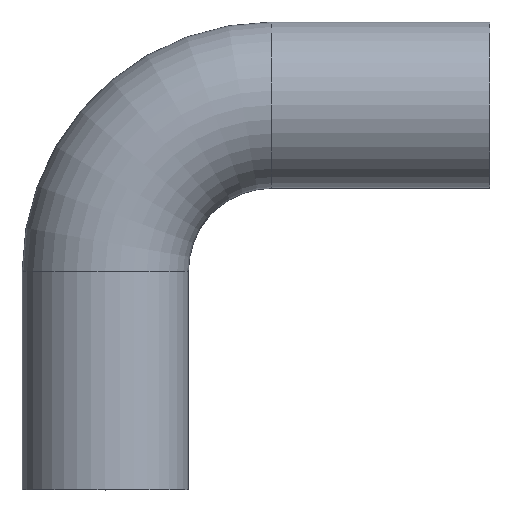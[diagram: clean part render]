
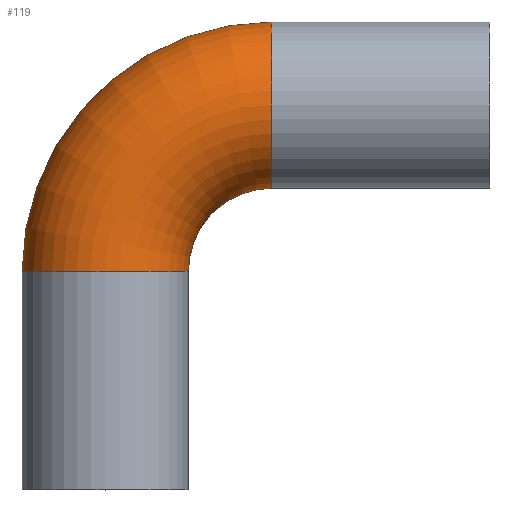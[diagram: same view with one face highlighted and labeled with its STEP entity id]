
A CAD part, top view. The second image highlights one B-rep face of the part: STEP entity #119.
In plain terms, the highlighted toroidal (fillet/blend) face has major radius 40 mm and minor radius 20 mm.
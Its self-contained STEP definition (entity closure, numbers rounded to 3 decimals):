
#89 = VERTEX_POINT( '', #223 );
#93 = EDGE_CURVE( '', #167, #195, #227, .T. );
#103 = EDGE_CURVE( '', #185, #167, #240, .T. );
#119 = ADVANCED_FACE( '', ( #257 ), #258, .T. );
#143 = EDGE_CURVE( '', #185, #89, #284, .T. );
#147 = EDGE_CURVE( '', #195, #89, #288, .T. );
#167 = VERTEX_POINT( '', #312 );
#185 = VERTEX_POINT( '', #333 );
#195 = VERTEX_POINT( '', #345 );
#223 = CARTESIAN_POINT( '', ( 40., 72.5, 0. ) );
#227 = CIRCLE( '', #369, 20. );
#240 = CIRCLE( '', #384, 60. );
#257 = FACE_OUTER_BOUND( '', #408, .T. );
#258 = TOROIDAL_SURFACE( '', #409, 40., 20. );
#284 = CIRCLE( '', #442, 20. );
#288 = CIRCLE( '', #448, 20. );
#312 = CARTESIAN_POINT( '', ( -20., 52.5, 0. ) );
#333 = CARTESIAN_POINT( '', ( 40., 112.5, 0. ) );
#345 = CARTESIAN_POINT( '', ( 20., 52.5, 0. ) );
#369 = AXIS2_PLACEMENT_3D( '', #529, #530, #531 );
#384 = AXIS2_PLACEMENT_3D( '', #559, #560, #561 );
#408 = EDGE_LOOP( '', ( #582, #583, #584, #585 ) );
#409 = AXIS2_PLACEMENT_3D( '', #586, #587, #588 );
#442 = AXIS2_PLACEMENT_3D( '', #617, #618, #619 );
#448 = AXIS2_PLACEMENT_3D( '', #623, #624, #625 );
#529 = CARTESIAN_POINT( '', ( 0., 52.5, 0. ) );
#530 = DIRECTION( '', ( 0., 1., 0. ) );
#531 = DIRECTION( '', ( 1., 0., 0. ) );
#559 = CARTESIAN_POINT( '', ( 40., 52.5, 0. ) );
#560 = DIRECTION( '', ( 0., 0., 1. ) );
#561 = DIRECTION( '', ( 1., 0., 0. ) );
#582 = ORIENTED_EDGE( '', *, *, #103, .T. );
#583 = ORIENTED_EDGE( '', *, *, #93, .T. );
#584 = ORIENTED_EDGE( '', *, *, #147, .T. );
#585 = ORIENTED_EDGE( '', *, *, #143, .F. );
#586 = CARTESIAN_POINT( '', ( 40., 52.5, 0. ) );
#587 = DIRECTION( '', ( 0., 0., 1. ) );
#588 = DIRECTION( '', ( 1., 0., 0. ) );
#617 = CARTESIAN_POINT( '', ( 40., 92.5, 0. ) );
#618 = DIRECTION( '', ( 1., 0., 0. ) );
#619 = DIRECTION( '', ( 0., -1., 0. ) );
#623 = CARTESIAN_POINT( '', ( 40., 52.5, 0. ) );
#624 = DIRECTION( '', ( 0., 0., -1. ) );
#625 = DIRECTION( '', ( 1., 0., 0. ) );
